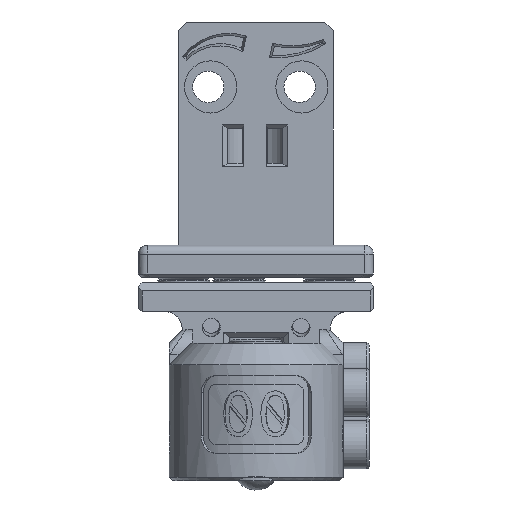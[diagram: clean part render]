
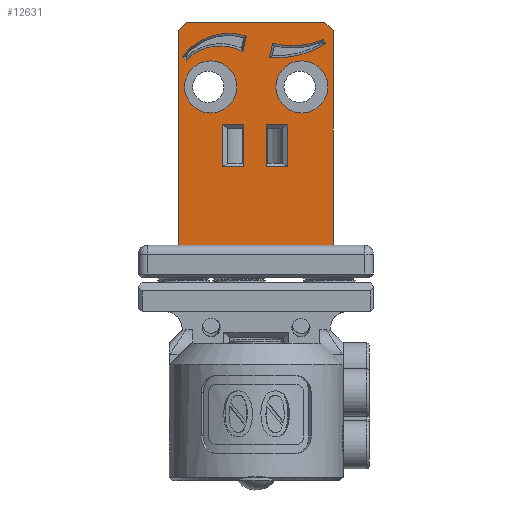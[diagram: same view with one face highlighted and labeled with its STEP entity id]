
A CAD part, front view. The second image highlights one B-rep face of the part: STEP entity #12631.
In plain terms, the highlighted planar face has unit normal (0, -1, 0).
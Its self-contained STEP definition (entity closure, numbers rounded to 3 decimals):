
#960=CIRCLE('',#13778,3.);
#963=CIRCLE('',#13783,8.814);
#966=CIRCLE('',#13788,10.606);
#968=CIRCLE('',#13792,6.626);
#970=CIRCLE('',#13796,5.596);
#971=CIRCLE('',#13798,3.);
#3729=ORIENTED_EDGE('',*,*,#6073,.T.);
#3730=ORIENTED_EDGE('',*,*,#6063,.F.);
#3731=ORIENTED_EDGE('',*,*,#6067,.F.);
#3732=ORIENTED_EDGE('',*,*,#6069,.F.);
#3733=ORIENTED_EDGE('',*,*,#6074,.T.);
#3734=ORIENTED_EDGE('',*,*,#5799,.T.);
#3735=ORIENTED_EDGE('',*,*,#6058,.F.);
#3736=ORIENTED_EDGE('',*,*,#6056,.F.);
#3737=ORIENTED_EDGE('',*,*,#6054,.F.);
#3738=ORIENTED_EDGE('',*,*,#6052,.F.);
#3739=ORIENTED_EDGE('',*,*,#6050,.F.);
#3740=ORIENTED_EDGE('',*,*,#6048,.F.);
#3741=ORIENTED_EDGE('',*,*,#6046,.F.);
#3742=ORIENTED_EDGE('',*,*,#6043,.F.);
#3743=ORIENTED_EDGE('',*,*,#6042,.T.);
#3744=ORIENTED_EDGE('',*,*,#6041,.T.);
#3745=ORIENTED_EDGE('',*,*,#6039,.T.);
#3746=ORIENTED_EDGE('',*,*,#6037,.T.);
#3747=ORIENTED_EDGE('',*,*,#6034,.T.);
#3748=ORIENTED_EDGE('',*,*,#6033,.T.);
#3749=ORIENTED_EDGE('',*,*,#6031,.T.);
#3750=ORIENTED_EDGE('',*,*,#6029,.T.);
#3751=ORIENTED_EDGE('',*,*,#6026,.T.);
#3752=ORIENTED_EDGE('',*,*,#6025,.F.);
#5799=EDGE_CURVE('',#7236,#7239,#8478,.T.);
#6025=EDGE_CURVE('',#7384,#7384,#960,.T.);
#6026=EDGE_CURVE('',#7385,#7386,#8603,.T.);
#6029=EDGE_CURVE('',#7387,#7385,#963,.T.);
#6031=EDGE_CURVE('',#7388,#7387,#8604,.T.);
#6033=EDGE_CURVE('',#7386,#7388,#966,.T.);
#6034=EDGE_CURVE('',#7389,#7390,#8605,.T.);
#6037=EDGE_CURVE('',#7391,#7389,#968,.T.);
#6039=EDGE_CURVE('',#7392,#7391,#8606,.T.);
#6041=EDGE_CURVE('',#7390,#7392,#970,.T.);
#6042=EDGE_CURVE('',#7393,#7393,#971,.T.);
#6043=EDGE_CURVE('',#7394,#7395,#8607,.T.);
#6046=EDGE_CURVE('',#7395,#7396,#8610,.T.);
#6048=EDGE_CURVE('',#7396,#7397,#8612,.T.);
#6050=EDGE_CURVE('',#7397,#7394,#8614,.T.);
#6052=EDGE_CURVE('',#7398,#7399,#8616,.T.);
#6054=EDGE_CURVE('',#7399,#7400,#8618,.T.);
#6056=EDGE_CURVE('',#7400,#7401,#8620,.T.);
#6058=EDGE_CURVE('',#7401,#7398,#8622,.T.);
#6063=EDGE_CURVE('',#7406,#7407,#8625,.T.);
#6067=EDGE_CURVE('',#7409,#7406,#8629,.T.);
#6069=EDGE_CURVE('',#7410,#7409,#8631,.T.);
#6073=EDGE_CURVE('',#7239,#7407,#8635,.T.);
#6074=EDGE_CURVE('',#7410,#7236,#8636,.T.);
#7236=VERTEX_POINT('',#20396);
#7239=VERTEX_POINT('',#20401);
#7384=VERTEX_POINT('',#20985);
#7385=VERTEX_POINT('',#20988);
#7386=VERTEX_POINT('',#20989);
#7387=VERTEX_POINT('',#20994);
#7388=VERTEX_POINT('',#20998);
#7389=VERTEX_POINT('',#21004);
#7390=VERTEX_POINT('',#21005);
#7391=VERTEX_POINT('',#21012);
#7392=VERTEX_POINT('',#21016);
#7393=VERTEX_POINT('',#21024);
#7394=VERTEX_POINT('',#21027);
#7395=VERTEX_POINT('',#21028);
#7396=VERTEX_POINT('',#21033);
#7397=VERTEX_POINT('',#21037);
#7398=VERTEX_POINT('',#21043);
#7399=VERTEX_POINT('',#21045);
#7400=VERTEX_POINT('',#21049);
#7401=VERTEX_POINT('',#21053);
#7406=VERTEX_POINT('',#21068);
#7407=VERTEX_POINT('',#21070);
#7409=VERTEX_POINT('',#21076);
#7410=VERTEX_POINT('',#21080);
#8478=LINE('',#20402,#9582);
#8603=LINE('',#20987,#9707);
#8604=LINE('',#20997,#9708);
#8605=LINE('',#21003,#9709);
#8606=LINE('',#21015,#9710);
#8607=LINE('',#21026,#9711);
#8610=LINE('',#21032,#9714);
#8612=LINE('',#21036,#9716);
#8614=LINE('',#21040,#9718);
#8616=LINE('',#21044,#9720);
#8618=LINE('',#21048,#9722);
#8620=LINE('',#21052,#9724);
#8622=LINE('',#21056,#9726);
#8625=LINE('',#21069,#9729);
#8629=LINE('',#21077,#9733);
#8631=LINE('',#21082,#9735);
#8635=LINE('',#21088,#9739);
#8636=LINE('',#21090,#9740);
#9582=VECTOR('',#16095,1000.);
#9707=VECTOR('',#16546,1000.);
#9708=VECTOR('',#16559,1000.);
#9709=VECTOR('',#16568,1000.);
#9710=VECTOR('',#16579,1000.);
#9711=VECTOR('',#16590,1000.);
#9714=VECTOR('',#16595,1000.);
#9716=VECTOR('',#16599,1000.);
#9718=VECTOR('',#16603,1000.);
#9720=VECTOR('',#16607,1000.);
#9722=VECTOR('',#16611,1000.);
#9724=VECTOR('',#16615,1000.);
#9726=VECTOR('',#16619,1000.);
#9729=VECTOR('',#16632,1000.);
#9733=VECTOR('',#16638,1000.);
#9735=VECTOR('',#16642,1000.);
#9739=VECTOR('',#16650,1000.);
#9740=VECTOR('',#16653,1000.);
#10557=EDGE_LOOP('',(#3729,#3730,#3731,#3732,#3733,#3734));
#10558=EDGE_LOOP('',(#3735,#3736,#3737,#3738));
#10559=EDGE_LOOP('',(#3739,#3740,#3741,#3742));
#10560=EDGE_LOOP('',(#3743));
#10561=EDGE_LOOP('',(#3744,#3745,#3746,#3747));
#10562=EDGE_LOOP('',(#3748,#3749,#3750,#3751));
#10563=EDGE_LOOP('',(#3752));
#11435=FACE_BOUND('',#10557,.T.);
#11436=FACE_BOUND('',#10558,.T.);
#11437=FACE_BOUND('',#10559,.T.);
#11438=FACE_BOUND('',#10560,.T.);
#11439=FACE_BOUND('',#10561,.T.);
#11440=FACE_BOUND('',#10562,.T.);
#11441=FACE_BOUND('',#10563,.T.);
#12047=PLANE('',#13817);
#12631=ADVANCED_FACE('',(#11435,#11436,#11437,#11438,#11439,#11440,#11441),
#12047,.T.);
#13778=AXIS2_PLACEMENT_3D('',#20984,#16542,#16543);
#13783=AXIS2_PLACEMENT_3D('',#20993,#16553,#16554);
#13788=AXIS2_PLACEMENT_3D('',#21001,#16564,#16565);
#13792=AXIS2_PLACEMENT_3D('',#21011,#16573,#16574);
#13796=AXIS2_PLACEMENT_3D('',#21021,#16582,#16583);
#13798=AXIS2_PLACEMENT_3D('',#21023,#16586,#16587);
#13817=AXIS2_PLACEMENT_3D('',#21091,#16654,#16655);
#16095=DIRECTION('',(1.,0.,0.));
#16542=DIRECTION('',(0.,-1.,0.));
#16543=DIRECTION('',(1.,0.,0.));
#16546=DIRECTION('',(0.447,0.,-0.894));
#16553=DIRECTION('',(0.,-1.,0.));
#16554=DIRECTION('',(1.,0.,0.));
#16559=DIRECTION('',(0.22,0.,0.975));
#16564=DIRECTION('',(0.,1.,0.));
#16565=DIRECTION('',(1.,0.,0.));
#16568=DIRECTION('',(-0.225,0.,-0.974));
#16573=DIRECTION('',(0.,1.,0.));
#16574=DIRECTION('',(1.,0.,0.));
#16579=DIRECTION('',(-0.707,0.,0.707));
#16582=DIRECTION('',(0.,-1.,0.));
#16583=DIRECTION('',(1.,0.,0.));
#16586=DIRECTION('',(0.,1.,0.));
#16587=DIRECTION('',(1.,0.,0.));
#16590=DIRECTION('',(0.,0.,1.));
#16595=DIRECTION('',(-1.,0.,0.));
#16599=DIRECTION('',(0.,0.,-1.));
#16603=DIRECTION('',(1.,0.,0.));
#16607=DIRECTION('',(1.,0.,0.));
#16611=DIRECTION('',(0.,0.,1.));
#16615=DIRECTION('',(-1.,0.,0.));
#16619=DIRECTION('',(0.,0.,-1.));
#16632=DIRECTION('',(0.707,0.,-0.707));
#16638=DIRECTION('',(1.,0.,0.));
#16642=DIRECTION('',(0.707,0.,0.707));
#16650=DIRECTION('',(0.,0.,1.));
#16653=DIRECTION('',(0.,0.,-1.));
#16654=DIRECTION('',(0.,-1.,0.));
#16655=DIRECTION('',(0.,0.,-1.));
#20396=CARTESIAN_POINT('',(404.192,1.848,3.7));
#20401=CARTESIAN_POINT('',(422.042,1.848,3.7));
#20402=CARTESIAN_POINT('',(413.117,1.848,3.7));
#20984=CARTESIAN_POINT('',(418.412,1.848,21.928));
#20985=CARTESIAN_POINT('',(421.412,1.848,21.928));
#20987=CARTESIAN_POINT('',(420.303,1.848,28.56));
#20988=CARTESIAN_POINT('',(420.88,1.848,27.407));
#20989=CARTESIAN_POINT('',(421.144,1.848,26.878));
#20993=CARTESIAN_POINT('',(417.309,1.848,35.466));
#20994=CARTESIAN_POINT('',(415.042,1.848,26.948));
#20997=CARTESIAN_POINT('',(414.752,1.848,25.666));
#20998=CARTESIAN_POINT('',(414.672,1.848,25.311));
#21001=CARTESIAN_POINT('',(415.539,1.848,35.881));
#21003=CARTESIAN_POINT('',(411.906,1.848,27.257));
#21004=CARTESIAN_POINT('',(412.024,1.848,27.772));
#21005=CARTESIAN_POINT('',(411.617,1.848,26.006));
#21011=CARTESIAN_POINT('',(409.989,1.848,21.466));
#21012=CARTESIAN_POINT('',(404.68,1.848,25.429));
#21015=CARTESIAN_POINT('',(406.758,1.848,23.35));
#21016=CARTESIAN_POINT('',(405.081,1.848,25.027));
#21021=CARTESIAN_POINT('',(409.018,1.848,21.05));
#21023=CARTESIAN_POINT('',(407.907,1.848,21.928));
#21024=CARTESIAN_POINT('',(410.907,1.848,21.928));
#21026=CARTESIAN_POINT('',(411.732,1.848,12.4));
#21027=CARTESIAN_POINT('',(411.732,1.848,12.75));
#21028=CARTESIAN_POINT('',(411.732,1.848,17.55));
#21032=CARTESIAN_POINT('',(413.157,1.848,17.55));
#21033=CARTESIAN_POINT('',(409.285,1.848,17.55));
#21036=CARTESIAN_POINT('',(409.285,1.848,12.65));
#21037=CARTESIAN_POINT('',(409.285,1.848,12.75));
#21040=CARTESIAN_POINT('',(413.157,1.848,12.75));
#21043=CARTESIAN_POINT('',(414.296,1.848,12.75));
#21044=CARTESIAN_POINT('',(413.157,1.848,12.75));
#21045=CARTESIAN_POINT('',(416.743,1.848,12.75));
#21048=CARTESIAN_POINT('',(416.743,1.848,12.65));
#21049=CARTESIAN_POINT('',(416.743,1.848,17.55));
#21052=CARTESIAN_POINT('',(413.157,1.848,17.55));
#21053=CARTESIAN_POINT('',(414.296,1.848,17.55));
#21056=CARTESIAN_POINT('',(414.296,1.848,12.4));
#21068=CARTESIAN_POINT('',(421.042,1.848,29.4));
#21069=CARTESIAN_POINT('',(420.167,1.848,30.275));
#21070=CARTESIAN_POINT('',(422.042,1.848,28.4));
#21076=CARTESIAN_POINT('',(405.142,1.848,29.4));
#21077=CARTESIAN_POINT('',(413.157,1.848,29.4));
#21080=CARTESIAN_POINT('',(404.192,1.848,28.45));
#21082=CARTESIAN_POINT('',(406.149,1.848,30.407));
#21088=CARTESIAN_POINT('',(422.042,1.848,22.157));
#21090=CARTESIAN_POINT('',(404.192,1.848,28.671));
#21091=CARTESIAN_POINT('',(413.117,1.848,16.55));
